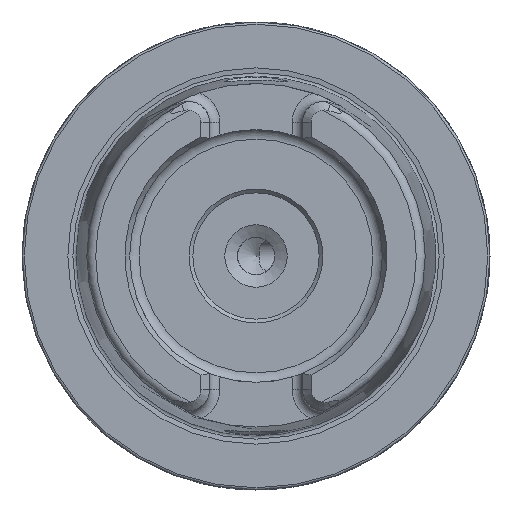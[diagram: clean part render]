
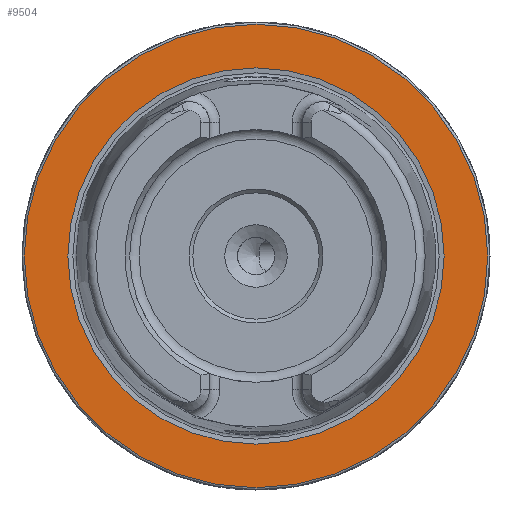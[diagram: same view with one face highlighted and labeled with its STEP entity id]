
A CAD part, left-side view. The second image highlights one B-rep face of the part: STEP entity #9504.
In plain terms, the highlighted planar face has unit normal (-1, 0, 0).
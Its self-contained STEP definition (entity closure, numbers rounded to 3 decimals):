
#23 = ORIENTED_EDGE ( 'NONE', *, *, #11807, .F. ) ;
#806 = CARTESIAN_POINT ( 'NONE',  ( 0., 0., 31.2 ) ) ;
#1664 = EDGE_CURVE ( 'NONE', #12167, #12167, #11956, .T. ) ;
#1950 = AXIS2_PLACEMENT_3D ( 'NONE', #4029, #4109, #4147 ) ;
#3019 = PLANE ( 'NONE',  #1950 ) ;
#3896 = AXIS2_PLACEMENT_3D ( 'NONE', #9388, #10427, #4184 ) ;
#4029 = CARTESIAN_POINT ( 'NONE',  ( 0., 31.2, 0. ) ) ;
#4109 = DIRECTION ( 'NONE',  ( 1., 0., 0. ) ) ;
#4147 = DIRECTION ( 'NONE',  ( 0., 0., -1. ) ) ;
#4184 = DIRECTION ( 'NONE',  ( 0., 0., 1. ) ) ;
#6154 = CARTESIAN_POINT ( 'NONE',  ( 0., 0., 25.324 ) ) ;
#6188 = CARTESIAN_POINT ( 'NONE',  ( 0., 0., 0. ) ) ;
#7687 = FACE_OUTER_BOUND ( 'NONE', #11749, .T. ) ;
#8172 = DIRECTION ( 'NONE',  ( -1., 0., 0. ) ) ;
#8266 = DIRECTION ( 'NONE',  ( 0., 0., 1. ) ) ;
#9388 = CARTESIAN_POINT ( 'NONE',  ( 0., 0., 0. ) ) ;
#9504 = ADVANCED_FACE ( 'NONE', ( #12611, #7687 ), #3019, .F. ) ;
#9799 = EDGE_LOOP ( 'NONE', ( #23 ) ) ;
#10427 = DIRECTION ( 'NONE',  ( -1., 0., 0. ) ) ;
#10597 = AXIS2_PLACEMENT_3D ( 'NONE', #6188, #8172, #8266 ) ;
#11016 = VERTEX_POINT ( 'NONE', #6154 ) ;
#11618 = ORIENTED_EDGE ( 'NONE', *, *, #1664, .T. ) ;
#11749 = EDGE_LOOP ( 'NONE', ( #11618 ) ) ;
#11807 = EDGE_CURVE ( 'NONE', #11016, #11016, #12382, .T. ) ;
#11956 = CIRCLE ( 'NONE', #3896, 31.2 ) ;
#12167 = VERTEX_POINT ( 'NONE', #806 ) ;
#12382 = CIRCLE ( 'NONE', #10597, 25.324 ) ;
#12611 = FACE_BOUND ( 'NONE', #9799, .T. ) ;
